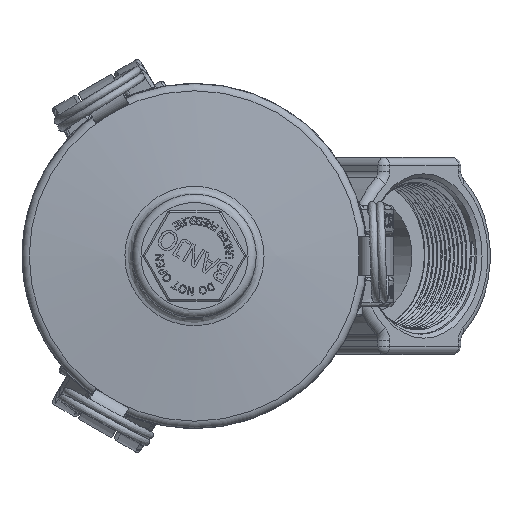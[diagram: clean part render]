
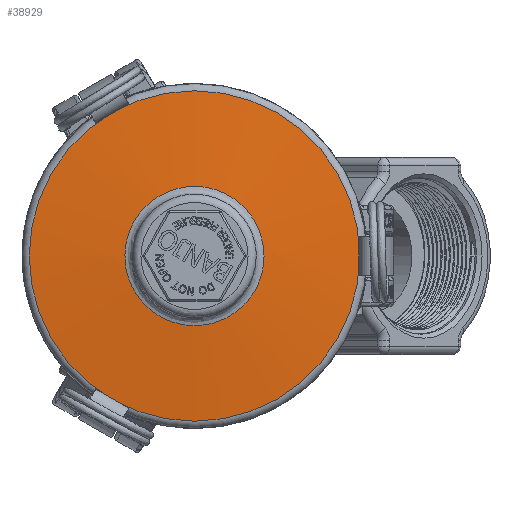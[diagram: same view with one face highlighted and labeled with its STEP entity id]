
A CAD part, front view. The second image highlights one B-rep face of the part: STEP entity #38929.
In plain terms, the highlighted spherical face has radius 533.908 mm.
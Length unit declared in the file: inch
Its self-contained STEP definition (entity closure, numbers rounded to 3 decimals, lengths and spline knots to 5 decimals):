
#180=SPHERICAL_SURFACE('',#42223,21.02);
#1957=FACE_BOUND('',#6295,.T.);
#3875=FACE_OUTER_BOUND('',#6294,.T.);
#6294=EDGE_LOOP('',(#30284,#30285));
#6295=EDGE_LOOP('',(#30286));
#8420=CIRCLE('',#42224,2.51496);
#8421=CIRCLE('',#42225,2.51496);
#9666=B_SPLINE_CURVE_WITH_KNOTS('',3,(#80559,#80560,#80561,#80562,#80563,
#80564,#80565,#80566,#80567,#80568,#80569,#80570,#80571,#80572,#80573,#80574,
#80575,#80576,#80577,#80578,#80579,#80580,#80581,#80582),.UNSPECIFIED.,
 .T.,.F.,(4,1,1,1,1,1,1,1,1,1,1,1,1,1,1,1,1,1,1,1,1,4),(-25.33901,
-24.43404,-24.13239,-23.52908,-22.92577,
-22.52356,-21.71915,-21.31694,-20.91474,
-20.51253,-18.9037,-18.09929,-17.69708,
-16.49046,-15.68605,-14.88164,-13.27281,
-12.06619,-10.85957,-9.65295,-9.04964,
-8.44634),.UNSPECIFIED.);
#17772=VERTEX_POINT('',#80557);
#17774=VERTEX_POINT('',#80613);
#17775=VERTEX_POINT('',#80614);
#22299=EDGE_CURVE('',#17772,#17772,#9666,.T.);
#22302=EDGE_CURVE('',#17774,#17775,#8420,.T.);
#22303=EDGE_CURVE('',#17775,#17774,#8421,.T.);
#30284=ORIENTED_EDGE('',*,*,#22302,.F.);
#30285=ORIENTED_EDGE('',*,*,#22303,.F.);
#30286=ORIENTED_EDGE('',*,*,#22299,.F.);
#38929=ADVANCED_FACE('',(#3875,#1957),#180,.T.);
#42223=AXIS2_PLACEMENT_3D('',#80612,#47691,#47692);
#42224=AXIS2_PLACEMENT_3D('',#80615,#47693,#47694);
#42225=AXIS2_PLACEMENT_3D('',#80616,#47695,#47696);
#47691=DIRECTION('center_axis',(0.,0.,1.));
#47692=DIRECTION('ref_axis',(1.,0.,0.));
#47693=DIRECTION('center_axis',(-1.,0.,0.));
#47694=DIRECTION('ref_axis',(0.,-1.,0.));
#47695=DIRECTION('center_axis',(-1.,0.,0.));
#47696=DIRECTION('ref_axis',(0.,-1.,0.));
#80557=CARTESIAN_POINT('',(2.62788,1.05859,-0.00086));
#80559=CARTESIAN_POINT('Ctrl Pts',(2.62788,1.05859,-0.00086));
#80560=CARTESIAN_POINT('Ctrl Pts',(2.62788,1.05868,0.11748));
#80561=CARTESIAN_POINT('Ctrl Pts',(2.62788,1.03164,0.27687));
#80562=CARTESIAN_POINT('Ctrl Pts',(2.62788,0.94127,0.49568));
#80563=CARTESIAN_POINT('Ctrl Pts',(2.62788,0.83466,0.66547));
#80564=CARTESIAN_POINT('Ctrl Pts',(2.62788,0.6854,0.815));
#80565=CARTESIAN_POINT('Ctrl Pts',(2.62788,0.48753,0.95005));
#80566=CARTESIAN_POINT('Ctrl Pts',(2.62788,0.29009,1.02768));
#80567=CARTESIAN_POINT('Ctrl Pts',(2.62788,0.07929,
1.05964));
#80568=CARTESIAN_POINT('Ctrl Pts',(2.62788,-0.07839,
1.05951));
#80569=CARTESIAN_POINT('Ctrl Pts',(2.62788,-0.39392,
1.01292));
#80570=CARTESIAN_POINT('Ctrl Pts',(2.62788,-0.7274,
0.81998));
#80571=CARTESIAN_POINT('Ctrl Pts',(2.62788,-0.93788,0.5102));
#80572=CARTESIAN_POINT('Ctrl Pts',(2.62788,-1.05415,0.21502));
#80573=CARTESIAN_POINT('Ctrl Pts',(2.62788,-1.07838,-0.10958));
#80574=CARTESIAN_POINT('Ctrl Pts',(2.62788,-0.96876,
-0.46371));
#80575=CARTESIAN_POINT('Ctrl Pts',(2.62788,-0.7293,
-0.81886));
#80576=CARTESIAN_POINT('Ctrl Pts',(2.62788,-0.2998,
-1.06728));
#80577=CARTESIAN_POINT('Ctrl Pts',(2.62788,0.24242,-1.06743));
#80578=CARTESIAN_POINT('Ctrl Pts',(2.62788,0.68146,-0.85709));
#80579=CARTESIAN_POINT('Ctrl Pts',(2.62788,0.93518,-0.53911));
#80580=CARTESIAN_POINT('Ctrl Pts',(2.62788,1.04035,-0.23906));
#80581=CARTESIAN_POINT('Ctrl Pts',(2.62788,1.05852,-0.07975));
#80582=CARTESIAN_POINT('Ctrl Pts',(2.62788,1.05859,-0.00086));
#80612=CARTESIAN_POINT('Origin',(-18.36545,0.,0.));
#80613=CARTESIAN_POINT('',(2.50356,2.51496,0.));
#80614=CARTESIAN_POINT('',(2.50356,0.,2.51496));
#80615=CARTESIAN_POINT('Origin',(2.50356,0.,0.));
#80616=CARTESIAN_POINT('Origin',(2.50356,0.,0.));
